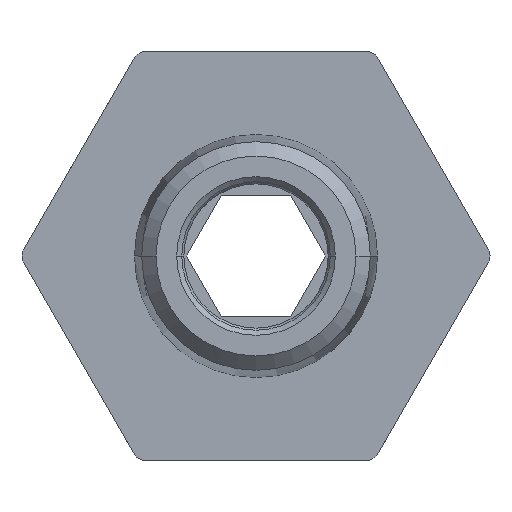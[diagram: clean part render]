
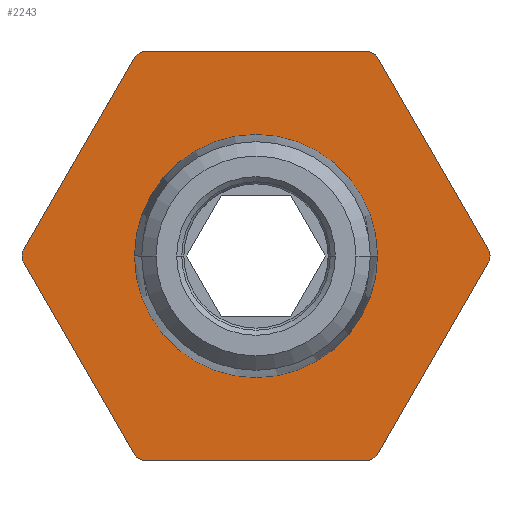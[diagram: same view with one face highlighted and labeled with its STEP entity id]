
A CAD part, front view. The second image highlights one B-rep face of the part: STEP entity #2243.
In plain terms, the highlighted planar face has unit normal (0, -1, 0).
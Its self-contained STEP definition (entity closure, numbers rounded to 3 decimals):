
#2243=ADVANCED_FACE('',(#4616,#4617),#4618,.F.);
#4616=FACE_OUTER_BOUND('',#9471,.T.);
#4617=FACE_BOUND('',#9472,.T.);
#4618=PLANE('',#9473);
#9471=EDGE_LOOP('',(#16020,#16021,#16022,#16023,#16024,#16025,#16026,#16027,#16028,#16029,#16030,#16031));
#9472=EDGE_LOOP('',(#16032,#16033));
#9473=AXIS2_PLACEMENT_3D('',#16034,#16035,#16036);
#16020=ORIENTED_EDGE('',*,*,#19875,.T.);
#16021=ORIENTED_EDGE('',*,*,#19925,.F.);
#16022=ORIENTED_EDGE('',*,*,#17991,.T.);
#16023=ORIENTED_EDGE('',*,*,#19623,.F.);
#16024=ORIENTED_EDGE('',*,*,#19692,.T.);
#16025=ORIENTED_EDGE('',*,*,#18774,.F.);
#16026=ORIENTED_EDGE('',*,*,#19926,.T.);
#16027=ORIENTED_EDGE('',*,*,#18597,.F.);
#16028=ORIENTED_EDGE('',*,*,#18734,.T.);
#16029=ORIENTED_EDGE('',*,*,#18561,.F.);
#16030=ORIENTED_EDGE('',*,*,#18685,.T.);
#16031=ORIENTED_EDGE('',*,*,#18438,.F.);
#16032=ORIENTED_EDGE('',*,*,#17902,.F.);
#16033=ORIENTED_EDGE('',*,*,#18495,.F.);
#16034=CARTESIAN_POINT('',(0.0,0.0,0.0));
#16035=DIRECTION('',(0.0,1.0,0.0));
#16036=DIRECTION('',(1.0,0.0,-0.0));
#17902=EDGE_CURVE('',#21372,#21374,#21375,.T.);
#17991=EDGE_CURVE('',#21523,#21527,#21529,.T.);
#18438=EDGE_CURVE('',#22233,#22235,#22236,.T.);
#18495=EDGE_CURVE('',#21374,#21372,#22329,.T.);
#18561=EDGE_CURVE('',#22420,#22422,#22423,.T.);
#18597=EDGE_CURVE('',#22471,#22473,#22474,.T.);
#18685=EDGE_CURVE('',#22420,#22235,#22612,.T.);
#18734=EDGE_CURVE('',#22471,#22422,#22682,.T.);
#18774=EDGE_CURVE('',#22739,#22736,#22741,.T.);
#19623=EDGE_CURVE('',#23885,#21527,#23887,.T.);
#19692=EDGE_CURVE('',#23885,#22736,#23968,.T.);
#19875=EDGE_CURVE('',#22233,#24169,#24171,.T.);
#19925=EDGE_CURVE('',#21523,#24169,#24223,.T.);
#19926=EDGE_CURVE('',#22739,#22473,#24224,.T.);
#21372=VERTEX_POINT('',#26548);
#21374=VERTEX_POINT('',#26551);
#21375=CIRCLE('',#26552,5.054);
#21523=VERTEX_POINT('',#26799);
#21527=VERTEX_POINT('',#26831);
#21529=CIRCLE('',#26834,0.5);
#22233=VERTEX_POINT('',#28255);
#22235=VERTEX_POINT('',#28258);
#22236=LINE('',#28259,#28260);
#22329=CIRCLE('',#28428,5.054);
#22420=VERTEX_POINT('',#28755);
#22422=VERTEX_POINT('',#28758);
#22423=LINE('',#28759,#28760);
#22471=VERTEX_POINT('',#28883);
#22473=VERTEX_POINT('',#28886);
#22474=LINE('',#28887,#28888);
#22612=CIRCLE('',#29168,0.5);
#22682=CIRCLE('',#29323,0.5);
#22736=VERTEX_POINT('',#29401);
#22739=VERTEX_POINT('',#29432);
#22741=LINE('',#29435,#29436);
#23885=VERTEX_POINT('',#31616);
#23887=LINE('',#31619,#31620);
#23968=CIRCLE('',#31791,0.5);
#24169=VERTEX_POINT('',#32179);
#24171=CIRCLE('',#32182,0.5);
#24223=LINE('',#32278,#32279);
#24224=CIRCLE('',#32280,0.5);
#26548=CARTESIAN_POINT('',(5.054,0.,0.0));
#26551=CARTESIAN_POINT('',(-5.054,0.,0.));
#26552=AXIS2_PLACEMENT_3D('',#33344,#33345,#33346);
#26799=CARTESIAN_POINT('',(-4.619,0.0,8.5));
#26831=CARTESIAN_POINT('',(-5.052,0.0,8.25));
#26834=AXIS2_PLACEMENT_3D('',#33444,#33445,#33446);
#28255=CARTESIAN_POINT('',(5.052,0.0,8.25));
#28258=CARTESIAN_POINT('',(9.671,0.0,0.25));
#28259=CARTESIAN_POINT('',(5.052,0.0,8.25));
#28260=VECTOR('',#33940,9.238);
#28428=AXIS2_PLACEMENT_3D('',#34006,#34007,#34008);
#28755=CARTESIAN_POINT('',(9.671,0.0,-0.25));
#28758=CARTESIAN_POINT('',(5.052,0.0,-8.25));
#28759=CARTESIAN_POINT('',(9.671,0.0,-0.25));
#28760=VECTOR('',#34070,9.238);
#28883=CARTESIAN_POINT('',(4.619,0.0,-8.5));
#28886=CARTESIAN_POINT('',(-4.619,0.0,-8.5));
#28887=CARTESIAN_POINT('',(4.619,0.0,-8.5));
#28888=VECTOR('',#34096,9.238);
#29168=AXIS2_PLACEMENT_3D('',#34171,#34172,#34173);
#29323=AXIS2_PLACEMENT_3D('',#34219,#34220,#34221);
#29401=CARTESIAN_POINT('',(-9.671,0.0,-0.25));
#29432=CARTESIAN_POINT('',(-5.052,0.0,-8.25));
#29435=CARTESIAN_POINT('',(-5.052,0.0,-8.25));
#29436=VECTOR('',#34263,9.238);
#31616=CARTESIAN_POINT('',(-9.671,0.0,0.25));
#31619=CARTESIAN_POINT('',(-9.671,0.0,0.25));
#31620=VECTOR('',#35042,9.238);
#31791=AXIS2_PLACEMENT_3D('',#35089,#35090,#35091);
#32179=CARTESIAN_POINT('',(4.619,0.0,8.5));
#32182=AXIS2_PLACEMENT_3D('',#35224,#35225,#35226);
#32278=CARTESIAN_POINT('',(-4.619,0.0,8.5));
#32279=VECTOR('',#35263,9.238);
#32280=AXIS2_PLACEMENT_3D('',#35264,#35265,#35266);
#33344=CARTESIAN_POINT('',(0.0,0.,0.0));
#33345=DIRECTION('',(0.0,-1.0,0.0));
#33346=DIRECTION('',(1.0,0.0,0.0));
#33444=CARTESIAN_POINT('',(-4.619,0.0,8.0));
#33445=DIRECTION('',(0.0,-1.0,0.0));
#33446=DIRECTION('',(0.0,0.0,1.0));
#33940=DIRECTION('',(0.5,0.0,-0.866));
#34006=CARTESIAN_POINT('',(0.0,0.,0.0));
#34007=DIRECTION('',(0.0,-1.0,0.0));
#34008=DIRECTION('',(1.0,0.0,0.0));
#34070=DIRECTION('',(-0.5,0.0,-0.866));
#34096=DIRECTION('',(-1.0,0.0,0.0));
#34171=CARTESIAN_POINT('',(9.238,0.0,0.0));
#34172=DIRECTION('',(0.0,-1.0,0.0));
#34173=DIRECTION('',(0.866,0.0,-0.5));
#34219=CARTESIAN_POINT('',(4.619,0.0,-8.0));
#34220=DIRECTION('',(0.0,-1.0,0.0));
#34221=DIRECTION('',(0.0,0.0,-1.0));
#34263=DIRECTION('',(-0.5,0.0,0.866));
#35042=DIRECTION('',(0.5,0.0,0.866));
#35089=CARTESIAN_POINT('',(-9.238,0.0,0.0));
#35090=DIRECTION('',(0.0,-1.0,0.0));
#35091=DIRECTION('',(-0.866,0.0,0.5));
#35224=CARTESIAN_POINT('',(4.619,0.0,8.0));
#35225=DIRECTION('',(0.0,-1.0,0.0));
#35226=DIRECTION('',(0.866,0.0,0.5));
#35263=DIRECTION('',(1.0,0.0,0.0));
#35264=CARTESIAN_POINT('',(-4.619,0.0,-8.0));
#35265=DIRECTION('',(0.0,-1.0,-0.0));
#35266=DIRECTION('',(-0.866,0.0,-0.5));
